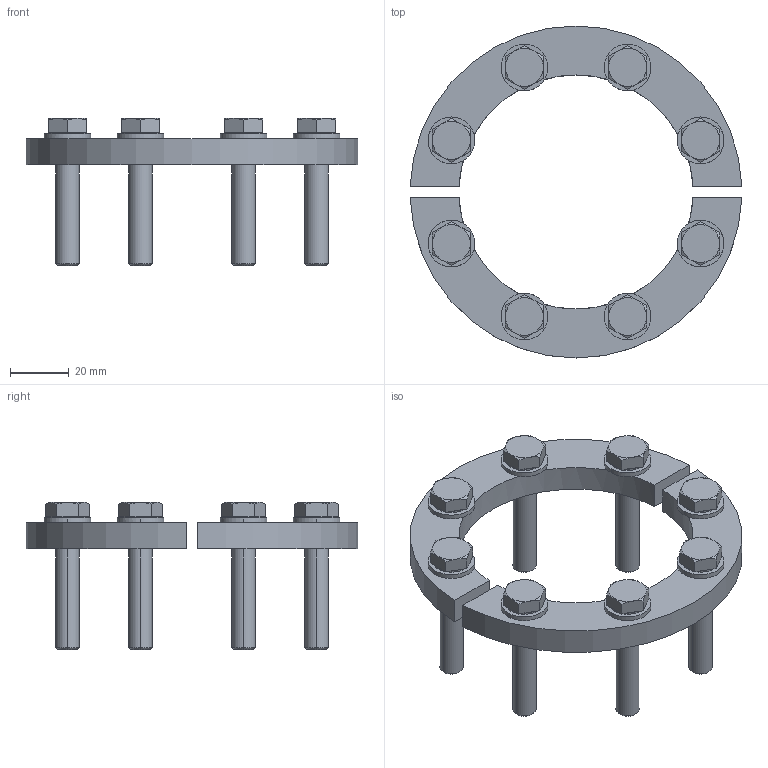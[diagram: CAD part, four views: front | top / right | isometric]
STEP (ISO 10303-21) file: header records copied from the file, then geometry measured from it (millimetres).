
FILE_DESCRIPTION (( 'STEP AP214' ), '1' );
FILE_NAME ('420BMH063.stp', '2017-06-06T06:29:24', ( '' ), ( '' ), 'SwSTEP 2.0', 'SolidWorks 2015', '' );
FILE_SCHEMA (( 'AUTOMOTIVE_DESIGN' ));
Length unit declared in the file: millimetre
Products named in the file (1): 420BMH063
Bounding box: 113.43 x 113.5 x 50.3 mm (x, y, z)
Volume: 67036.9 mm3; surface area: 26264.2 mm2
Topology: 2 solids, 10 shells, 308 faces, 664 edges, 384 vertices
Faces by surface type: plane 144, cylinder 84, cone 64, torus 16
Entity records: 12051 total; most frequent: CARTESIAN_POINT 1901, DIRECTION 1498, ORIENTED_EDGE 1328, EDGE_CURVE 664, AXIS2_PLACEMENT_3D 621, VERTEX_POINT 384, EDGE_LOOP 332, UNCERTAINTY_MEASURE_WITH_UNIT 312
